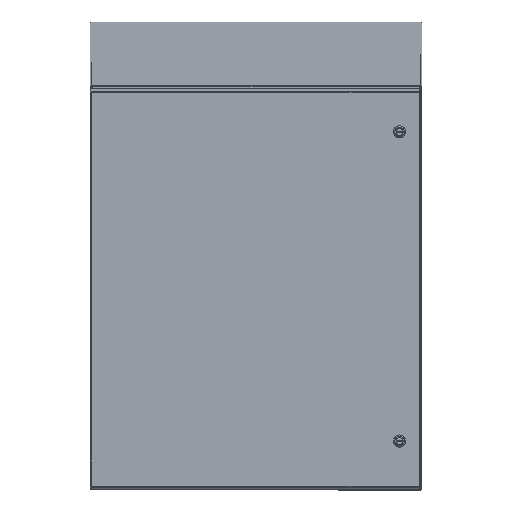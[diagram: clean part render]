
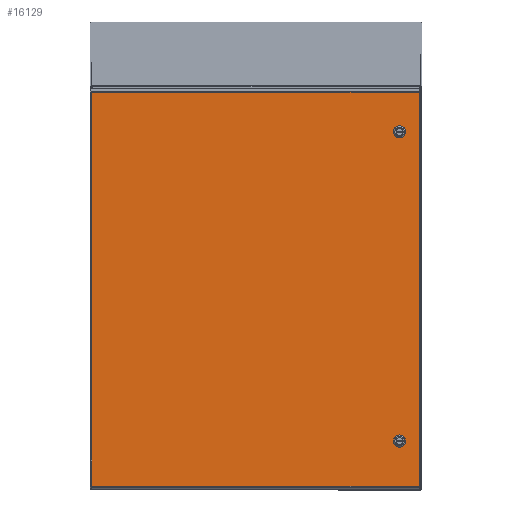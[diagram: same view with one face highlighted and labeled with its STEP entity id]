
A CAD part, top view. The second image highlights one B-rep face of the part: STEP entity #16129.
In plain terms, the highlighted planar face has unit normal (0, 0, 1).
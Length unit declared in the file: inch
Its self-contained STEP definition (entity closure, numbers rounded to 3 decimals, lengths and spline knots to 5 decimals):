
#1295=LINE('',#30356,#2556);
#1299=LINE('',#30368,#2560);
#1303=LINE('',#30380,#2564);
#1307=LINE('',#30390,#2568);
#1311=LINE('',#30404,#2572);
#1315=LINE('',#30416,#2576);
#1319=LINE('',#30428,#2580);
#1323=LINE('',#30438,#2584);
#1329=LINE('',#30473,#2590);
#1359=LINE('',#30763,#2620);
#1375=LINE('',#31053,#2636);
#1377=LINE('',#31057,#2638);
#2556=VECTOR('',#20283,0.42712);
#2560=VECTOR('',#20295,0.42712);
#2564=VECTOR('',#20307,0.42712);
#2568=VECTOR('',#20319,0.42712);
#2572=VECTOR('',#20331,0.42712);
#2576=VECTOR('',#20343,0.42712);
#2580=VECTOR('',#20355,0.42712);
#2584=VECTOR('',#20367,0.42712);
#2590=VECTOR('',#20377,35.64636);
#2620=VECTOR('',#20429,35.64636);
#2636=VECTOR('',#20463,29.6645);
#2638=VECTOR('',#20469,29.6645);
#3452=PLANE('',#17396);
#3848=FACE_BOUND('',#5582,.T.);
#3849=FACE_BOUND('',#5583,.T.);
#4437=FACE_OUTER_BOUND('',#5581,.T.);
#5581=EDGE_LOOP('',(#12576,#12577,#12578,#12579));
#5582=EDGE_LOOP('',(#12580,#12581,#12582,#12583,#12584,#12585,#12586,#12587));
#5583=EDGE_LOOP('',(#12588,#12589,#12590,#12591,#12592,#12593,#12594,#12595));
#6372=CIRCLE('',#17341,0.453);
#6374=CIRCLE('',#17345,0.453);
#6376=CIRCLE('',#17349,0.453);
#6378=CIRCLE('',#17353,0.453);
#6380=CIRCLE('',#17357,0.453);
#6382=CIRCLE('',#17361,0.453);
#6384=CIRCLE('',#17365,0.453);
#6386=CIRCLE('',#17369,0.453);
#7403=VERTEX_POINT('',#30347);
#7404=VERTEX_POINT('',#30349);
#7406=VERTEX_POINT('',#30355);
#7408=VERTEX_POINT('',#30361);
#7410=VERTEX_POINT('',#30367);
#7412=VERTEX_POINT('',#30373);
#7414=VERTEX_POINT('',#30379);
#7416=VERTEX_POINT('',#30385);
#7419=VERTEX_POINT('',#30395);
#7420=VERTEX_POINT('',#30397);
#7422=VERTEX_POINT('',#30403);
#7424=VERTEX_POINT('',#30409);
#7426=VERTEX_POINT('',#30415);
#7428=VERTEX_POINT('',#30421);
#7430=VERTEX_POINT('',#30427);
#7432=VERTEX_POINT('',#30433);
#7438=VERTEX_POINT('',#30450);
#7441=VERTEX_POINT('',#30465);
#7465=VERTEX_POINT('',#30721);
#7467=VERTEX_POINT('',#30762);
#9150=EDGE_CURVE('',#7404,#7403,#6372,.T.);
#9153=EDGE_CURVE('',#7406,#7404,#1295,.T.);
#9156=EDGE_CURVE('',#7408,#7406,#6374,.T.);
#9159=EDGE_CURVE('',#7410,#7408,#1299,.T.);
#9162=EDGE_CURVE('',#7412,#7410,#6376,.T.);
#9165=EDGE_CURVE('',#7414,#7412,#1303,.T.);
#9168=EDGE_CURVE('',#7416,#7414,#6378,.T.);
#9171=EDGE_CURVE('',#7403,#7416,#1307,.T.);
#9174=EDGE_CURVE('',#7420,#7419,#6380,.T.);
#9177=EDGE_CURVE('',#7422,#7420,#1311,.T.);
#9180=EDGE_CURVE('',#7424,#7422,#6382,.T.);
#9183=EDGE_CURVE('',#7426,#7424,#1315,.T.);
#9186=EDGE_CURVE('',#7428,#7426,#6384,.T.);
#9189=EDGE_CURVE('',#7430,#7428,#1319,.T.);
#9192=EDGE_CURVE('',#7432,#7430,#6386,.T.);
#9195=EDGE_CURVE('',#7419,#7432,#1323,.T.);
#9204=EDGE_CURVE('',#7438,#7441,#1329,.T.);
#9248=EDGE_CURVE('',#7467,#7465,#1359,.T.);
#9278=EDGE_CURVE('',#7441,#7467,#1375,.T.);
#9280=EDGE_CURVE('',#7465,#7438,#1377,.T.);
#12576=ORIENTED_EDGE('',*,*,#9280,.T.);
#12577=ORIENTED_EDGE('',*,*,#9204,.T.);
#12578=ORIENTED_EDGE('',*,*,#9278,.T.);
#12579=ORIENTED_EDGE('',*,*,#9248,.T.);
#12580=ORIENTED_EDGE('',*,*,#9150,.T.);
#12581=ORIENTED_EDGE('',*,*,#9171,.T.);
#12582=ORIENTED_EDGE('',*,*,#9168,.T.);
#12583=ORIENTED_EDGE('',*,*,#9165,.T.);
#12584=ORIENTED_EDGE('',*,*,#9162,.T.);
#12585=ORIENTED_EDGE('',*,*,#9159,.T.);
#12586=ORIENTED_EDGE('',*,*,#9156,.T.);
#12587=ORIENTED_EDGE('',*,*,#9153,.T.);
#12588=ORIENTED_EDGE('',*,*,#9174,.T.);
#12589=ORIENTED_EDGE('',*,*,#9195,.T.);
#12590=ORIENTED_EDGE('',*,*,#9192,.T.);
#12591=ORIENTED_EDGE('',*,*,#9189,.T.);
#12592=ORIENTED_EDGE('',*,*,#9186,.T.);
#12593=ORIENTED_EDGE('',*,*,#9183,.T.);
#12594=ORIENTED_EDGE('',*,*,#9180,.T.);
#12595=ORIENTED_EDGE('',*,*,#9177,.T.);
#16129=ADVANCED_FACE('',(#4437,#3848,#3849),#3452,.T.);
#17341=AXIS2_PLACEMENT_3D('',#30350,#20277,#20278);
#17345=AXIS2_PLACEMENT_3D('',#30362,#20289,#20290);
#17349=AXIS2_PLACEMENT_3D('',#30374,#20301,#20302);
#17353=AXIS2_PLACEMENT_3D('',#30386,#20313,#20314);
#17357=AXIS2_PLACEMENT_3D('',#30398,#20325,#20326);
#17361=AXIS2_PLACEMENT_3D('',#30410,#20337,#20338);
#17365=AXIS2_PLACEMENT_3D('',#30422,#20349,#20350);
#17369=AXIS2_PLACEMENT_3D('',#30434,#20361,#20362);
#17396=AXIS2_PLACEMENT_3D('',#31059,#20472,#20473);
#20277=DIRECTION('center_axis',(0.,0.,-1.));
#20278=DIRECTION('ref_axis',(0.882,0.471,0.));
#20283=DIRECTION('',(1.,0.,0.));
#20289=DIRECTION('center_axis',(0.,0.,-1.));
#20290=DIRECTION('ref_axis',(-0.471,0.882,0.));
#20295=DIRECTION('',(0.,1.,0.));
#20301=DIRECTION('center_axis',(0.,0.,-1.));
#20302=DIRECTION('ref_axis',(-0.882,-0.471,0.));
#20307=DIRECTION('',(-1.,0.,0.));
#20313=DIRECTION('center_axis',(0.,0.,-1.));
#20314=DIRECTION('ref_axis',(0.471,-0.882,0.));
#20319=DIRECTION('',(0.,-1.,0.));
#20325=DIRECTION('center_axis',(0.,0.,-1.));
#20326=DIRECTION('ref_axis',(0.882,0.471,0.));
#20331=DIRECTION('',(1.,0.,0.));
#20337=DIRECTION('center_axis',(0.,0.,-1.));
#20338=DIRECTION('ref_axis',(-0.471,0.882,0.));
#20343=DIRECTION('',(0.,1.,0.));
#20349=DIRECTION('center_axis',(0.,0.,-1.));
#20350=DIRECTION('ref_axis',(-0.882,-0.471,0.));
#20355=DIRECTION('',(-1.,0.,0.));
#20361=DIRECTION('center_axis',(0.,0.,-1.));
#20362=DIRECTION('ref_axis',(0.471,-0.882,0.));
#20367=DIRECTION('',(0.,-1.,0.));
#20377=DIRECTION('',(0.,1.,0.));
#20429=DIRECTION('',(0.,-1.,0.));
#20463=DIRECTION('',(-1.,0.,0.));
#20469=DIRECTION('',(1.,0.,0.));
#20472=DIRECTION('center_axis',(0.,0.,1.));
#20473=DIRECTION('ref_axis',(1.,0.,0.));
#30347=CARTESIAN_POINT('',(27.96087,-30.93316,0.074));
#30349=CARTESIAN_POINT('',(27.77499,-30.74723,0.074));
#30350=CARTESIAN_POINT('Origin',(27.56134,-31.14668,0.074));
#30355=CARTESIAN_POINT('',(27.34787,-30.74723,0.074));
#30356=CARTESIAN_POINT('',(21.13693,-30.74723,0.074));
#30361=CARTESIAN_POINT('',(27.16187,-30.93316,0.074));
#30362=CARTESIAN_POINT('Origin',(27.56134,-31.14677,0.074));
#30367=CARTESIAN_POINT('',(27.16187,-31.36029,0.074));
#30368=CARTESIAN_POINT('',(27.16187,-24.16494,0.074));
#30373=CARTESIAN_POINT('',(27.3478,-31.54623,0.074));
#30374=CARTESIAN_POINT('Origin',(27.56137,-31.14673,0.074));
#30379=CARTESIAN_POINT('',(27.77493,-31.54623,0.074));
#30380=CARTESIAN_POINT('',(20.92333,-31.54623,0.074));
#30385=CARTESIAN_POINT('',(27.96087,-31.36029,0.074));
#30386=CARTESIAN_POINT('Origin',(27.56137,-31.14673,0.074));
#30390=CARTESIAN_POINT('',(27.96087,-24.37851,0.074));
#30395=CARTESIAN_POINT('',(27.96087,-2.93316,0.074));
#30397=CARTESIAN_POINT('',(27.77499,-2.74723,0.074));
#30398=CARTESIAN_POINT('Origin',(27.56134,-3.14668,0.074));
#30403=CARTESIAN_POINT('',(27.34787,-2.74723,0.074));
#30404=CARTESIAN_POINT('',(21.13693,-2.74723,0.074));
#30409=CARTESIAN_POINT('',(27.16187,-2.93316,0.074));
#30410=CARTESIAN_POINT('Origin',(27.56134,-3.14677,0.074));
#30415=CARTESIAN_POINT('',(27.16187,-3.36029,0.074));
#30416=CARTESIAN_POINT('',(27.16187,-10.16494,0.074));
#30421=CARTESIAN_POINT('',(27.3478,-3.54623,0.074));
#30422=CARTESIAN_POINT('Origin',(27.56137,-3.14673,0.074));
#30427=CARTESIAN_POINT('',(27.77493,-3.54623,0.074));
#30428=CARTESIAN_POINT('',(20.92333,-3.54623,0.074));
#30433=CARTESIAN_POINT('',(27.96087,-3.36029,0.074));
#30434=CARTESIAN_POINT('Origin',(27.56137,-3.14673,0.074));
#30438=CARTESIAN_POINT('',(27.96087,-10.37851,0.074));
#30450=CARTESIAN_POINT('',(29.33112,-35.2199,0.074));
#30465=CARTESIAN_POINT('',(29.33112,0.42645,0.074));
#30473=CARTESIAN_POINT('',(29.33112,-26.34516,0.074));
#30721=CARTESIAN_POINT('',(-0.33338,-35.2199,0.074));
#30762=CARTESIAN_POINT('',(-0.33338,0.42645,0.074));
#30763=CARTESIAN_POINT('',(-0.33338,-8.44829,0.074));
#31053=CARTESIAN_POINT('',(21.91499,0.42645,0.074));
#31057=CARTESIAN_POINT('',(7.08274,-35.2199,0.074));
#31059=CARTESIAN_POINT('Origin',(14.49887,-17.39673,0.074));
